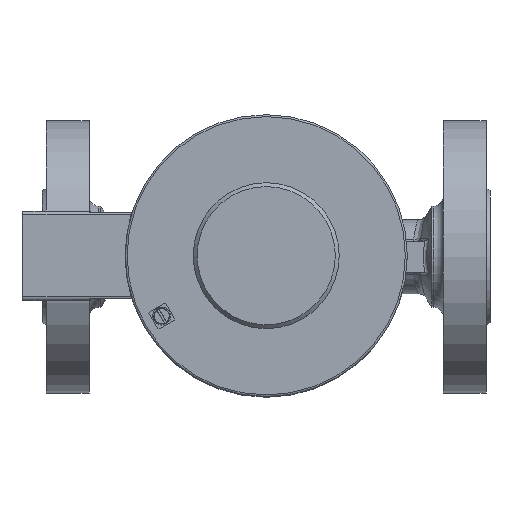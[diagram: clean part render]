
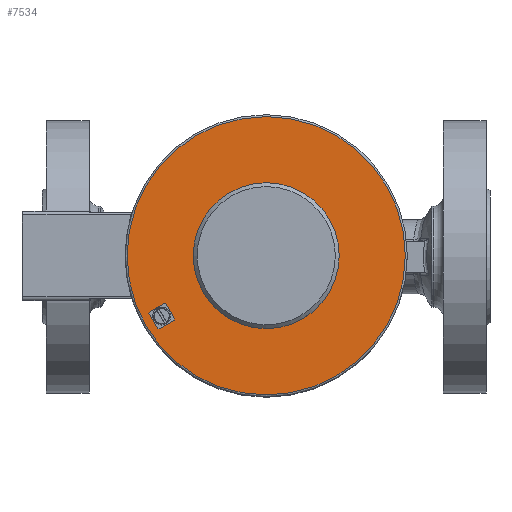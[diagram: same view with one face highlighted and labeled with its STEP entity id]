
A CAD part, top view. The second image highlights one B-rep face of the part: STEP entity #7534.
In plain terms, the highlighted planar face has unit normal (0, 0, 1).
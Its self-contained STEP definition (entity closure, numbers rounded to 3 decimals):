
#136=FACE_BOUND('',#2160,.T.);
#137=FACE_BOUND('',#2161,.T.);
#788=LINE('',#12768,#1139);
#799=LINE('',#12789,#1150);
#800=LINE('',#12792,#1151);
#802=LINE('',#12796,#1153);
#804=LINE('',#12800,#1155);
#806=LINE('',#12804,#1157);
#808=LINE('',#12808,#1159);
#810=LINE('',#12811,#1161);
#1139=VECTOR('',#9427,9.);
#1150=VECTOR('',#9442,0.707);
#1151=VECTOR('',#9445,0.707);
#1153=VECTOR('',#9449,9.);
#1155=VECTOR('',#9453,0.707);
#1157=VECTOR('',#9457,9.);
#1159=VECTOR('',#9461,0.707);
#1161=VECTOR('',#9465,9.);
#1678=FACE_OUTER_BOUND('',#2159,.T.);
#2159=EDGE_LOOP('',(#5557));
#2160=EDGE_LOOP('',(#5558,#5559,#5560,#5561,#5562,#5563,#5564,#5565));
#2161=EDGE_LOOP('',(#5566));
#2648=CIRCLE('',#8135,71.5);
#2649=CIRCLE('',#8136,37.5);
#3162=VERTEX_POINT('',#12764);
#3164=VERTEX_POINT('',#12767);
#3172=VERTEX_POINT('',#12787);
#3173=VERTEX_POINT('',#12791);
#3174=VERTEX_POINT('',#12795);
#3175=VERTEX_POINT('',#12799);
#3176=VERTEX_POINT('',#12803);
#3177=VERTEX_POINT('',#12807);
#3178=VERTEX_POINT('',#12813);
#3179=VERTEX_POINT('',#12815);
#4012=EDGE_CURVE('',#3164,#3162,#788,.T.);
#4023=EDGE_CURVE('',#3162,#3172,#799,.T.);
#4024=EDGE_CURVE('',#3173,#3164,#800,.T.);
#4026=EDGE_CURVE('',#3174,#3173,#802,.T.);
#4028=EDGE_CURVE('',#3175,#3174,#804,.T.);
#4030=EDGE_CURVE('',#3176,#3175,#806,.T.);
#4032=EDGE_CURVE('',#3177,#3176,#808,.T.);
#4034=EDGE_CURVE('',#3172,#3177,#810,.T.);
#4035=EDGE_CURVE('',#3178,#3178,#2648,.T.);
#4036=EDGE_CURVE('',#3179,#3179,#2649,.T.);
#5557=ORIENTED_EDGE('',*,*,#4035,.F.);
#5558=ORIENTED_EDGE('',*,*,#4012,.T.);
#5559=ORIENTED_EDGE('',*,*,#4023,.T.);
#5560=ORIENTED_EDGE('',*,*,#4034,.T.);
#5561=ORIENTED_EDGE('',*,*,#4032,.T.);
#5562=ORIENTED_EDGE('',*,*,#4030,.T.);
#5563=ORIENTED_EDGE('',*,*,#4028,.T.);
#5564=ORIENTED_EDGE('',*,*,#4026,.T.);
#5565=ORIENTED_EDGE('',*,*,#4024,.T.);
#5566=ORIENTED_EDGE('',*,*,#4036,.F.);
#6789=PLANE('',#8134);
#7534=ADVANCED_FACE('',(#1678,#136,#137),#6789,.T.);
#8134=AXIS2_PLACEMENT_3D('',#12812,#9466,#9467);
#8135=AXIS2_PLACEMENT_3D('',#12814,#9468,#9469);
#8136=AXIS2_PLACEMENT_3D('',#12816,#9470,#9471);
#9427=DIRECTION('',(-0.5,0.866,0.));
#9442=DIRECTION('',(0.259,0.966,0.));
#9445=DIRECTION('',(-0.966,0.259,0.));
#9449=DIRECTION('',(-0.866,-0.5,0.));
#9453=DIRECTION('',(-0.259,-0.966,0.));
#9457=DIRECTION('',(0.5,-0.866,0.));
#9461=DIRECTION('',(0.966,-0.259,0.));
#9465=DIRECTION('',(0.866,0.5,0.));
#9466=DIRECTION('center_axis',(0.,0.,
1.));
#9467=DIRECTION('ref_axis',(0.,-1.,0.));
#9468=DIRECTION('center_axis',(0.,0.,
-1.));
#9469=DIRECTION('ref_axis',(0.,1.,0.));
#9470=DIRECTION('center_axis',(0.,0.,
1.));
#9471=DIRECTION('ref_axis',(1.,0.,0.));
#12764=CARTESIAN_POINT('',(-60.274,-29.603,304.));
#12767=CARTESIAN_POINT('',(-55.774,-37.397,304.));
#12768=CARTESIAN_POINT('',(-72.146,-9.04,304.));
#12787=CARTESIAN_POINT('',(-60.091,-28.92,304.));
#12789=CARTESIAN_POINT('',(-45.635,25.034,304.));
#12791=CARTESIAN_POINT('',(-55.091,-37.58,304.));
#12792=CARTESIAN_POINT('',(-43.134,-40.784,304.));
#12795=CARTESIAN_POINT('',(-47.297,-33.08,304.));
#12796=CARTESIAN_POINT('',(-6.81,-9.705,304.));
#12799=CARTESIAN_POINT('',(-47.114,-32.397,304.));
#12800=CARTESIAN_POINT('',(-32.657,21.557,304.));
#12803=CARTESIAN_POINT('',(-51.614,-24.603,304.));
#12804=CARTESIAN_POINT('',(-65.986,0.29,304.));
#12807=CARTESIAN_POINT('',(-52.297,-24.42,304.));
#12808=CARTESIAN_POINT('',(-39.657,-27.807,304.));
#12811=CARTESIAN_POINT('',(-16.14,-3.545,304.));
#12812=CARTESIAN_POINT('Origin',(0.,71.,
304.));
#12813=CARTESIAN_POINT('',(0.,71.5,304.));
#12814=CARTESIAN_POINT('Origin',(0.,0.,
304.));
#12815=CARTESIAN_POINT('',(37.5,0.,304.));
#12816=CARTESIAN_POINT('Origin',(0.,0.,
304.));
